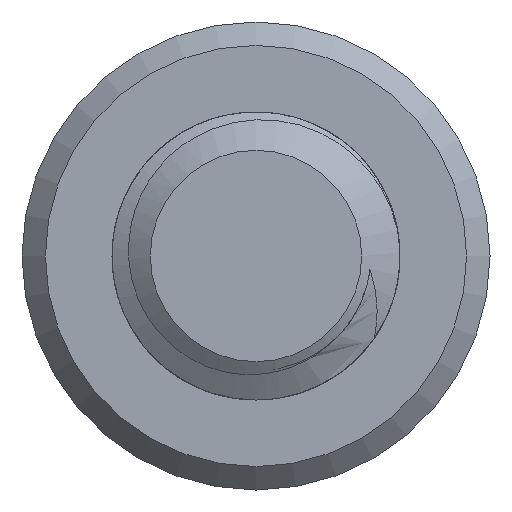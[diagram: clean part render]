
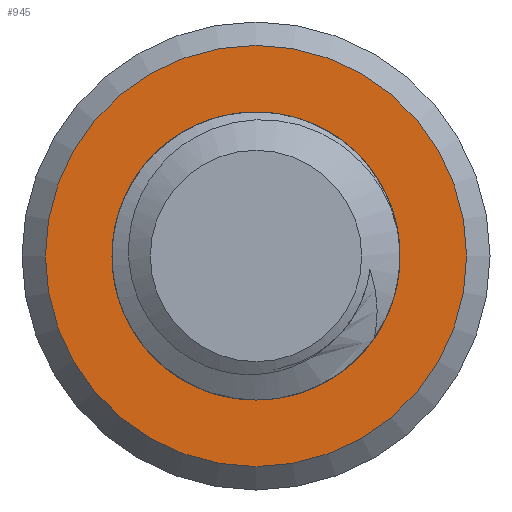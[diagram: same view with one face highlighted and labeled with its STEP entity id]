
A CAD part, left-side view. The second image highlights one B-rep face of the part: STEP entity #945.
In plain terms, the highlighted face is planar.
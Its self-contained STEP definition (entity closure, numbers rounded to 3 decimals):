
#20=FACE_BOUND('',#149,.T.);
#23=PLANE('',#1030);
#91=FACE_OUTER_BOUND('',#148,.T.);
#148=EDGE_LOOP('',(#822));
#149=EDGE_LOOP('',(#823,#824,#825,#826));
#162=CIRCLE('',#974,4.);
#166=CIRCLE('',#1010,5.85);
#172=CIRCLE('',#1021,3.188);
#249=B_SPLINE_CURVE_WITH_KNOTS('',3,(#4202,#4203,#4204,#4205,#4206,#4207,
#4208,#4209,#4210,#4211,#4212,#4213,#4214,#4215,#4216,#4217,#4218,#4219),
 .UNSPECIFIED.,.F.,.F.,(4,2,2,2,2,2,2,2,4),(0.,0.084,0.164,
0.288,0.453,0.661,0.861,
0.924,0.968),.UNSPECIFIED.);
#250=B_SPLINE_CURVE_WITH_KNOTS('',3,(#4678,#4679,#4680,#4681,#4682,#4683,
#4684,#4685,#4686,#4687,#4688,#4689,#4690,#4691,#4692,#4693,#4694,#4695),
 .UNSPECIFIED.,.F.,.F.,(4,2,2,2,2,2,2,2,4),(0.,0.113,0.216,
0.359,0.416,0.507,0.604,0.684,
0.795),.UNSPECIFIED.);
#349=VERTEX_POINT('',#1244);
#350=VERTEX_POINT('',#1257);
#417=VERTEX_POINT('',#3629);
#426=VERTEX_POINT('',#3698);
#427=VERTEX_POINT('',#3711);
#440=EDGE_CURVE('',#349,#350,#162,.T.);
#539=EDGE_CURVE('',#417,#417,#166,.T.);
#553=EDGE_CURVE('',#427,#426,#172,.T.);
#557=EDGE_CURVE('',#426,#350,#249,.T.);
#558=EDGE_CURVE('',#349,#427,#250,.T.);
#822=ORIENTED_EDGE('',*,*,#539,.T.);
#823=ORIENTED_EDGE('',*,*,#440,.F.);
#824=ORIENTED_EDGE('',*,*,#558,.T.);
#825=ORIENTED_EDGE('',*,*,#553,.T.);
#826=ORIENTED_EDGE('',*,*,#557,.T.);
#945=ADVANCED_FACE('',(#91,#20),#23,.F.);
#974=AXIS2_PLACEMENT_3D('',#1258,#1051,#1052);
#1010=AXIS2_PLACEMENT_3D('',#3631,#1155,#1156);
#1021=AXIS2_PLACEMENT_3D('',#3712,#1180,#1181);
#1030=AXIS2_PLACEMENT_3D('',#4707,#1198,#1199);
#1051=DIRECTION('center_axis',(0.,0.,1.));
#1052=DIRECTION('ref_axis',(1.,0.,0.));
#1155=DIRECTION('center_axis',(0.,0.,1.));
#1156=DIRECTION('ref_axis',(-1.,0.,0.));
#1180=DIRECTION('center_axis',(0.,0.,-1.));
#1181=DIRECTION('ref_axis',(1.,0.,0.));
#1198=DIRECTION('center_axis',(0.,0.,-1.));
#1199=DIRECTION('ref_axis',(-1.,0.,0.));
#1244=CARTESIAN_POINT('',(0.,4.,-20.));
#1257=CARTESIAN_POINT('',(-2.803,2.854,-20.));
#1258=CARTESIAN_POINT('Origin',(0.,0.,-20.));
#3629=CARTESIAN_POINT('',(5.85,0.,-20.));
#3631=CARTESIAN_POINT('Origin',(0.,0.,-20.));
#3698=CARTESIAN_POINT('',(0.,-3.188,-20.));
#3711=CARTESIAN_POINT('',(2.234,-2.275,-20.));
#3712=CARTESIAN_POINT('Origin',(0.,0.,-20.));
#4202=CARTESIAN_POINT('Ctrl Pts',(0.,-3.188,
-20.));
#4203=CARTESIAN_POINT('Ctrl Pts',(-0.277,-3.215,
-20.));
#4204=CARTESIAN_POINT('Ctrl Pts',(-0.557,-3.208,
-20.));
#4205=CARTESIAN_POINT('Ctrl Pts',(-1.096,-3.126,-20.));
#4206=CARTESIAN_POINT('Ctrl Pts',(-1.354,-3.054,-20.));
#4207=CARTESIAN_POINT('Ctrl Pts',(-1.983,-2.796,-20.));
#4208=CARTESIAN_POINT('Ctrl Pts',(-2.333,-2.57,-20.));
#4209=CARTESIAN_POINT('Ctrl Pts',(-3.032,-1.907,-20.));
#4210=CARTESIAN_POINT('Ctrl Pts',(-3.278,-1.487,-20.));
#4211=CARTESIAN_POINT('Ctrl Pts',(-3.621,-0.71,-20.));
#4212=CARTESIAN_POINT('Ctrl Pts',(-3.728,-0.243,-20.));
#4213=CARTESIAN_POINT('Ctrl Pts',(-3.76,0.687,-20.));
#4214=CARTESIAN_POINT('Ctrl Pts',(-3.691,1.142,-20.));
#4215=CARTESIAN_POINT('Ctrl Pts',(-3.496,1.708,-20.));
#4216=CARTESIAN_POINT('Ctrl Pts',(-3.4,1.96,-20.));
#4217=CARTESIAN_POINT('Ctrl Pts',(-3.102,2.471,-20.));
#4218=CARTESIAN_POINT('Ctrl Pts',(-2.961,2.669,-20.));
#4219=CARTESIAN_POINT('Ctrl Pts',(-2.803,2.854,-20.));
#4678=CARTESIAN_POINT('Ctrl Pts',(0.,4.,
-20.));
#4679=CARTESIAN_POINT('Ctrl Pts',(0.376,3.971,-20.));
#4680=CARTESIAN_POINT('Ctrl Pts',(0.745,3.886,-20.));
#4681=CARTESIAN_POINT('Ctrl Pts',(1.415,3.623,-20.));
#4682=CARTESIAN_POINT('Ctrl Pts',(1.716,3.455,-20.));
#4683=CARTESIAN_POINT('Ctrl Pts',(2.372,2.962,-20.));
#4684=CARTESIAN_POINT('Ctrl Pts',(2.697,2.606,-20.));
#4685=CARTESIAN_POINT('Ctrl Pts',(3.046,2.037,-20.));
#4686=CARTESIAN_POINT('Ctrl Pts',(3.157,1.83,-20.));
#4687=CARTESIAN_POINT('Ctrl Pts',(3.399,1.198,-20.));
#4688=CARTESIAN_POINT('Ctrl Pts',(3.476,0.786,-20.));
#4689=CARTESIAN_POINT('Ctrl Pts',(3.479,-0.072,
-20.));
#4690=CARTESIAN_POINT('Ctrl Pts',(3.396,-0.509,-20.));
#4691=CARTESIAN_POINT('Ctrl Pts',(3.095,-1.261,-20.));
#4692=CARTESIAN_POINT('Ctrl Pts',(2.932,-1.513,-20.));
#4693=CARTESIAN_POINT('Ctrl Pts',(2.648,-1.9,-20.));
#4694=CARTESIAN_POINT('Ctrl Pts',(2.453,-2.102,-20.));
#4695=CARTESIAN_POINT('Ctrl Pts',(2.234,-2.275,-20.));
#4707=CARTESIAN_POINT('Origin',(0.,0.,-20.));
